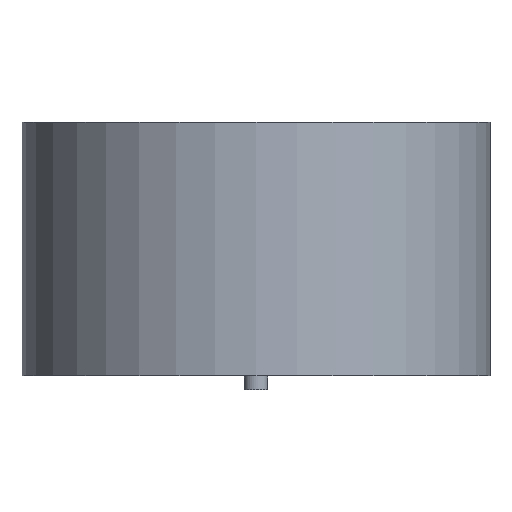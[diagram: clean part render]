
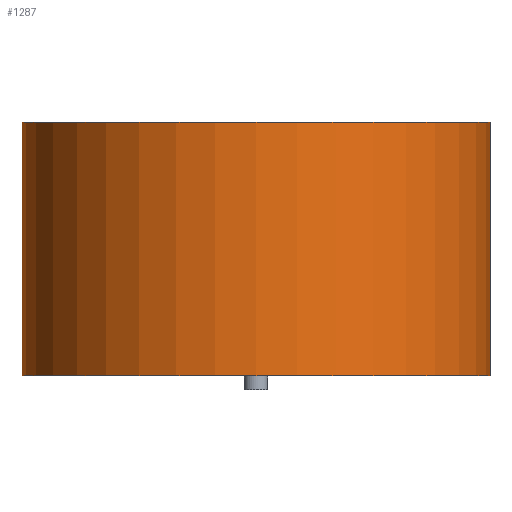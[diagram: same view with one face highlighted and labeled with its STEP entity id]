
A CAD part, front view. The second image highlights one B-rep face of the part: STEP entity #1287.
In plain terms, the highlighted cylindrical face has radius 60 mm (diameter 120 mm), a partial arc.
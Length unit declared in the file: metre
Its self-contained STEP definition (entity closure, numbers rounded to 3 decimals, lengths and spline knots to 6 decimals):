
#15=CYLINDRICAL_SURFACE('',#1395,0.06);
#39=CIRCLE('',#1392,0.06);
#40=CIRCLE('',#1396,0.06);
#173=ORIENTED_EDGE('',*,*,#480,.T.);
#174=ORIENTED_EDGE('',*,*,#489,.F.);
#175=ORIENTED_EDGE('',*,*,#490,.F.);
#176=ORIENTED_EDGE('',*,*,#491,.T.);
#480=EDGE_CURVE('',#639,#642,#39,.T.);
#489=EDGE_CURVE('',#649,#642,#771,.T.);
#490=EDGE_CURVE('',#650,#649,#40,.T.);
#491=EDGE_CURVE('',#650,#639,#772,.T.);
#639=VERTEX_POINT('',#1998);
#642=VERTEX_POINT('',#2003);
#649=VERTEX_POINT('',#2021);
#650=VERTEX_POINT('',#2025);
#771=LINE('',#2022,#911);
#772=LINE('',#2026,#912);
#911=VECTOR('',#1614,1.);
#912=VECTOR('',#1619,1.);
#1010=EDGE_LOOP('',(#173,#174,#175,#176));
#1120=FACE_BOUND('',#1010,.T.);
#1287=ADVANCED_FACE('',(#1120),#15,.T.);
#1392=AXIS2_PLACEMENT_3D('',#2004,#1600,#1601);
#1395=AXIS2_PLACEMENT_3D('',#2023,#1615,#1616);
#1396=AXIS2_PLACEMENT_3D('',#2024,#1617,#1618);
#1600=DIRECTION('',(0.,0.,1.));
#1601=DIRECTION('',(1.,0.,0.));
#1614=DIRECTION('',(0.,0.,-1.));
#1615=DIRECTION('',(0.,0.,-1.));
#1616=DIRECTION('',(-1.,0.,0.));
#1617=DIRECTION('',(0.,0.,1.));
#1618=DIRECTION('',(1.,0.,0.));
#1619=DIRECTION('',(0.,0.,-1.));
#1998=CARTESIAN_POINT('',(-0.06,0.,0.));
#2003=CARTESIAN_POINT('',(0.06,0.,0.));
#2004=CARTESIAN_POINT('',(0.,0.,0.));
#2021=CARTESIAN_POINT('',(0.06,0.,0.065));
#2022=CARTESIAN_POINT('',(0.06,0.,0.065));
#2023=CARTESIAN_POINT('',(0.,0.,0.065));
#2024=CARTESIAN_POINT('',(0.,0.,0.065));
#2025=CARTESIAN_POINT('',(-0.06,0.,0.065));
#2026=CARTESIAN_POINT('',(-0.06,0.,0.065));
